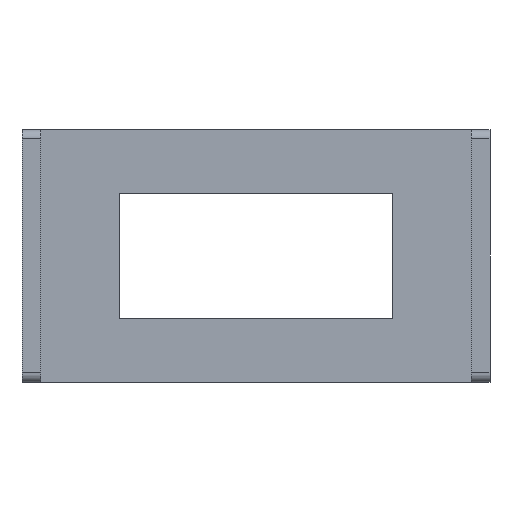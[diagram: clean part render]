
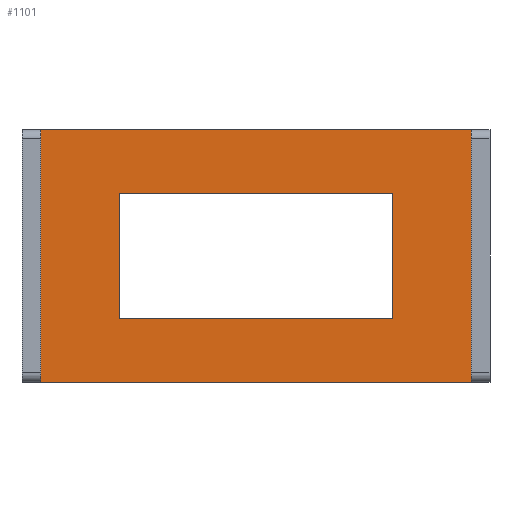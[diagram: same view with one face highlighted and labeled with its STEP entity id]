
A CAD part, front view. The second image highlights one B-rep face of the part: STEP entity #1101.
In plain terms, the highlighted planar face has unit normal (0, -1, 0).
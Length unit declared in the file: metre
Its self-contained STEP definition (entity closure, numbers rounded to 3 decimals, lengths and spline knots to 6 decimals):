
#28=ORIENTED_EDGE('',*,*,#356,.F.);
#29=ORIENTED_EDGE('',*,*,#357,.T.);
#30=ORIENTED_EDGE('',*,*,#358,.T.);
#31=ORIENTED_EDGE('',*,*,#359,.F.);
#32=ORIENTED_EDGE('',*,*,#360,.T.);
#33=ORIENTED_EDGE('',*,*,#361,.F.);
#34=ORIENTED_EDGE('',*,*,#362,.T.);
#35=ORIENTED_EDGE('',*,*,#363,.T.);
#356=EDGE_CURVE('',#520,#521,#626,.T.);
#357=EDGE_CURVE('',#520,#522,#627,.T.);
#358=EDGE_CURVE('',#522,#523,#628,.T.);
#359=EDGE_CURVE('',#521,#523,#629,.T.);
#360=EDGE_CURVE('',#524,#525,#630,.F.);
#361=EDGE_CURVE('',#526,#525,#631,.T.);
#362=EDGE_CURVE('',#526,#527,#632,.F.);
#363=EDGE_CURVE('',#527,#524,#633,.T.);
#520=VERTEX_POINT('',#1527);
#521=VERTEX_POINT('',#1528);
#522=VERTEX_POINT('',#1530);
#523=VERTEX_POINT('',#1532);
#524=VERTEX_POINT('',#1535);
#525=VERTEX_POINT('',#1536);
#526=VERTEX_POINT('',#1538);
#527=VERTEX_POINT('',#1540);
#626=LINE('',#1526,#778);
#627=LINE('',#1529,#779);
#628=LINE('',#1531,#780);
#629=LINE('',#1533,#781);
#630=LINE('',#1534,#782);
#631=LINE('',#1537,#783);
#632=LINE('',#1539,#784);
#633=LINE('',#1541,#785);
#778=VECTOR('',#1240,1.);
#779=VECTOR('',#1241,1.);
#780=VECTOR('',#1242,1.);
#781=VECTOR('',#1243,1.);
#782=VECTOR('',#1244,1.);
#783=VECTOR('',#1245,1.);
#784=VECTOR('',#1246,1.);
#785=VECTOR('',#1247,1.);
#930=EDGE_LOOP('',(#28,#29,#30,#31));
#931=EDGE_LOOP('',(#32,#33,#34,#35));
#990=FACE_BOUND('',#930,.T.);
#991=FACE_BOUND('',#931,.T.);
#1050=PLANE('',#1169);
#1101=ADVANCED_FACE('',(#990,#991),#1050,.T.);
#1169=AXIS2_PLACEMENT_3D('',#1525,#1238,#1239);
#1238=DIRECTION('',(0.,-1.,0.));
#1239=DIRECTION('',(1.,0.,0.));
#1240=DIRECTION('',(0.,0.,1.));
#1241=DIRECTION('',(-1.,0.,0.));
#1242=DIRECTION('',(0.,0.,1.));
#1243=DIRECTION('',(-1.,0.,0.));
#1244=DIRECTION('',(-1.,0.,0.));
#1245=DIRECTION('',(0.,0.,-1.));
#1246=DIRECTION('',(1.,0.,0.));
#1247=DIRECTION('',(0.,0.,-1.));
#1525=CARTESIAN_POINT('',(0.,-0.002,0.));
#1526=CARTESIAN_POINT('',(0.0073,-0.002,0.));
#1527=CARTESIAN_POINT('',(0.0073,-0.002,-0.00335));
#1528=CARTESIAN_POINT('',(0.0073,-0.002,0.00335));
#1529=CARTESIAN_POINT('',(0.,-0.002,-0.00335));
#1530=CARTESIAN_POINT('',(-0.0073,-0.002,-0.00335));
#1531=CARTESIAN_POINT('',(-0.0073,-0.002,0.));
#1532=CARTESIAN_POINT('',(-0.0073,-0.002,0.00335));
#1533=CARTESIAN_POINT('',(0.,-0.002,0.00335));
#1534=CARTESIAN_POINT('',(-0.0115,-0.002,-0.00674));
#1535=CARTESIAN_POINT('',(-0.0115,-0.002,-0.00674));
#1536=CARTESIAN_POINT('',(0.0115,-0.002,-0.00674));
#1537=CARTESIAN_POINT('',(0.0115,-0.002,0.));
#1538=CARTESIAN_POINT('',(0.0115,-0.002,0.00674));
#1539=CARTESIAN_POINT('',(0.0115,-0.002,0.00674));
#1540=CARTESIAN_POINT('',(-0.0115,-0.002,0.00674));
#1541=CARTESIAN_POINT('',(-0.0115,-0.002,0.));
